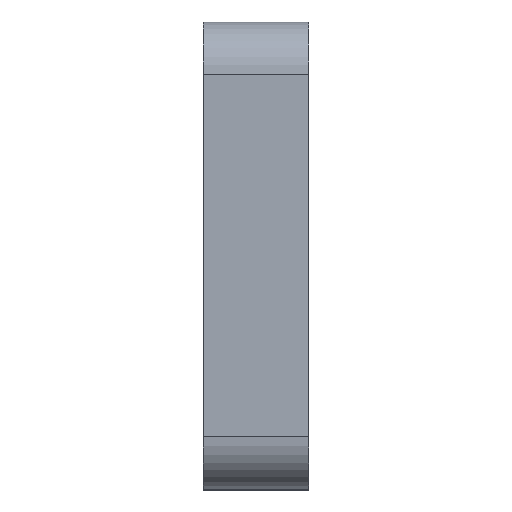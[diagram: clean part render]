
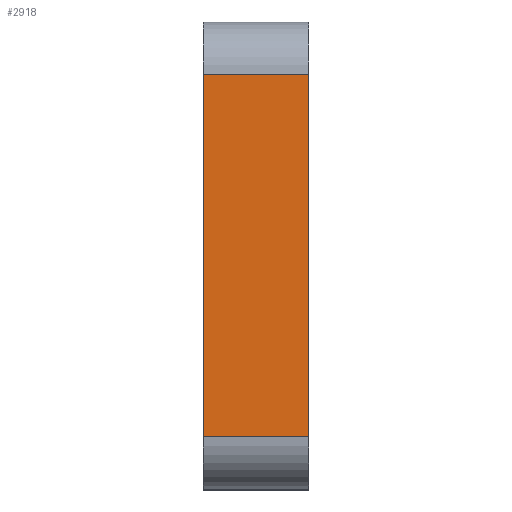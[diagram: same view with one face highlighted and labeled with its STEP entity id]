
A CAD part, top view. The second image highlights one B-rep face of the part: STEP entity #2918.
In plain terms, the highlighted planar face has unit normal (0, 0, 1).
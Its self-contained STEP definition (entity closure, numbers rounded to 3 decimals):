
#198 = VECTOR ( 'NONE', #2518, 1000. ) ;
#596 = LINE ( 'NONE', #3580, #198 ) ;
#600 = EDGE_CURVE ( 'NONE', #1591, #1282, #2452, .T. ) ;
#612 = DIRECTION ( 'NONE',  ( -1., 0., 0. ) ) ;
#1082 = DIRECTION ( 'NONE',  ( 0., -1., 0. ) ) ;
#1113 = VERTEX_POINT ( 'NONE', #2682 ) ;
#1222 = ORIENTED_EDGE ( 'NONE', *, *, #2104, .T. ) ;
#1234 = EDGE_CURVE ( 'NONE', #2177, #1591, #596, .T. ) ;
#1282 = VERTEX_POINT ( 'NONE', #1489 ) ;
#1472 = LINE ( 'NONE', #1850, #1975 ) ;
#1489 = CARTESIAN_POINT ( 'NONE',  ( 10., -17.2, 22.2 ) ) ;
#1591 = VERTEX_POINT ( 'NONE', #2823 ) ;
#1744 = PLANE ( 'NONE',  #3128 ) ;
#1850 = CARTESIAN_POINT ( 'NONE',  ( 10., -22.2, 22.2 ) ) ;
#1929 = EDGE_CURVE ( 'NONE', #1113, #1282, #1472, .T. ) ;
#1975 = VECTOR ( 'NONE', #1082, 1000. ) ;
#2003 = VECTOR ( 'NONE', #3151, 1000. ) ;
#2104 = EDGE_CURVE ( 'NONE', #1113, #2177, #3778, .T. ) ;
#2159 = ORIENTED_EDGE ( 'NONE', *, *, #1234, .T. ) ;
#2177 = VERTEX_POINT ( 'NONE', #3024 ) ;
#2402 = ORIENTED_EDGE ( 'NONE', *, *, #600, .T. ) ;
#2452 = LINE ( 'NONE', #2477, #2003 ) ;
#2477 = CARTESIAN_POINT ( 'NONE',  ( 10., -17.2, 22.2 ) ) ;
#2518 = DIRECTION ( 'NONE',  ( 0., -1., 0. ) ) ;
#2608 = DIRECTION ( 'NONE',  ( -1., 0., 0. ) ) ;
#2682 = CARTESIAN_POINT ( 'NONE',  ( 10., 17.2, 22.2 ) ) ;
#2823 = CARTESIAN_POINT ( 'NONE',  ( 0., -17.2, 22.2 ) ) ;
#2918 = ADVANCED_FACE ( 'NONE', ( #3850 ), #1744, .F. ) ;
#3024 = CARTESIAN_POINT ( 'NONE',  ( 0., 17.2, 22.2 ) ) ;
#3128 = AXIS2_PLACEMENT_3D ( 'NONE', #3212, #4285, #612 ) ;
#3151 = DIRECTION ( 'NONE',  ( 1., 0., 0. ) ) ;
#3212 = CARTESIAN_POINT ( 'NONE',  ( 10., -22.2, 22.2 ) ) ;
#3580 = CARTESIAN_POINT ( 'NONE',  ( 0., -22.2, 22.2 ) ) ;
#3778 = LINE ( 'NONE', #4121, #3890 ) ;
#3850 = FACE_OUTER_BOUND ( 'NONE', #4320, .T. ) ;
#3890 = VECTOR ( 'NONE', #2608, 1000. ) ;
#4121 = CARTESIAN_POINT ( 'NONE',  ( 10., 17.2, 22.2 ) ) ;
#4285 = DIRECTION ( 'NONE',  ( 0., 0., -1. ) ) ;
#4320 = EDGE_LOOP ( 'NONE', ( #2159, #2402, #4544, #1222 ) ) ;
#4544 = ORIENTED_EDGE ( 'NONE', *, *, #1929, .F. ) ;
